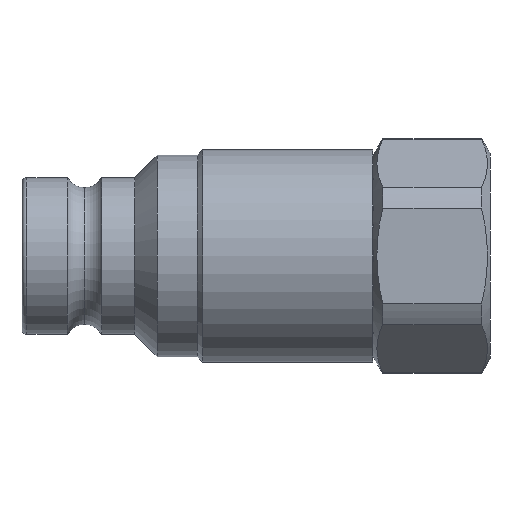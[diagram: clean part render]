
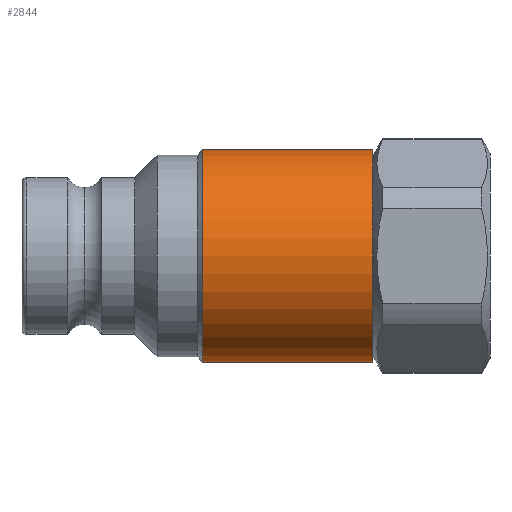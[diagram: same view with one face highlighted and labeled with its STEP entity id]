
A CAD part, front view. The second image highlights one B-rep face of the part: STEP entity #2844.
In plain terms, the highlighted cylindrical face has radius 10.9 mm (diameter 21.8 mm), a partial arc.
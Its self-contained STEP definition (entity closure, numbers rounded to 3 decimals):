
#152 = VECTOR ( 'NONE', #2060, 1000. ) ;
#205 = VERTEX_POINT ( 'NONE', #2600 ) ;
#228 = ORIENTED_EDGE ( 'NONE', *, *, #3591, .F. ) ;
#256 = DIRECTION ( 'NONE',  ( -1., 0., 0. ) ) ;
#299 = CIRCLE ( 'NONE', #2601, 10.9 ) ;
#314 = ORIENTED_EDGE ( 'NONE', *, *, #1020, .T. ) ;
#415 = DIRECTION ( 'NONE',  ( -1., 0., 0. ) ) ;
#713 = VERTEX_POINT ( 'NONE', #2969 ) ;
#837 = EDGE_CURVE ( 'NONE', #713, #205, #1053, .T. ) ;
#851 = CARTESIAN_POINT ( 'NONE',  ( 0., 0., 0. ) ) ;
#948 = AXIS2_PLACEMENT_3D ( 'NONE', #1558, #1539, #2539 ) ;
#1020 = EDGE_CURVE ( 'NONE', #3664, #713, #299, .T. ) ;
#1053 = LINE ( 'NONE', #1653, #152 ) ;
#1513 = DIRECTION ( 'NONE',  ( 0., 0., 1. ) ) ;
#1521 = VECTOR ( 'NONE', #415, 1000. ) ;
#1531 = CARTESIAN_POINT ( 'NONE',  ( 36., 0., -10.9 ) ) ;
#1539 = DIRECTION ( 'NONE',  ( -1., 0., 0. ) ) ;
#1558 = CARTESIAN_POINT ( 'NONE',  ( 18.55, 0., 0. ) ) ;
#1633 = CARTESIAN_POINT ( 'NONE',  ( 36., 0., 0. ) ) ;
#1653 = CARTESIAN_POINT ( 'NONE',  ( 0., 0., 10.9 ) ) ;
#1664 = DIRECTION ( 'NONE',  ( 0., 0., 1. ) ) ;
#1979 = DIRECTION ( 'NONE',  ( -1., 0., 0. ) ) ;
#2031 = ORIENTED_EDGE ( 'NONE', *, *, #2724, .F. ) ;
#2060 = DIRECTION ( 'NONE',  ( -1., 0., 0. ) ) ;
#2120 = CARTESIAN_POINT ( 'NONE',  ( 0., 0., -10.9 ) ) ;
#2509 = EDGE_LOOP ( 'NONE', ( #228, #314, #3926, #2031 ) ) ;
#2539 = DIRECTION ( 'NONE',  ( 0., 0., 1. ) ) ;
#2600 = CARTESIAN_POINT ( 'NONE',  ( 18.55, 0., 10.9 ) ) ;
#2601 = AXIS2_PLACEMENT_3D ( 'NONE', #1633, #1979, #1664 ) ;
#2724 = EDGE_CURVE ( 'NONE', #3573, #205, #3237, .T. ) ;
#2777 = CYLINDRICAL_SURFACE ( 'NONE', #4265, 10.9 ) ;
#2834 = FACE_OUTER_BOUND ( 'NONE', #2509, .T. ) ;
#2844 = ADVANCED_FACE ( 'NONE', ( #2834 ), #2777, .T. ) ;
#2969 = CARTESIAN_POINT ( 'NONE',  ( 36., 0., 10.9 ) ) ;
#3237 = CIRCLE ( 'NONE', #948, 10.9 ) ;
#3573 = VERTEX_POINT ( 'NONE', #4081 ) ;
#3591 = EDGE_CURVE ( 'NONE', #3664, #3573, #4158, .T. ) ;
#3664 = VERTEX_POINT ( 'NONE', #1531 ) ;
#3926 = ORIENTED_EDGE ( 'NONE', *, *, #837, .T. ) ;
#4081 = CARTESIAN_POINT ( 'NONE',  ( 18.55, 0., -10.9 ) ) ;
#4158 = LINE ( 'NONE', #2120, #1521 ) ;
#4265 = AXIS2_PLACEMENT_3D ( 'NONE', #851, #256, #1513 ) ;
